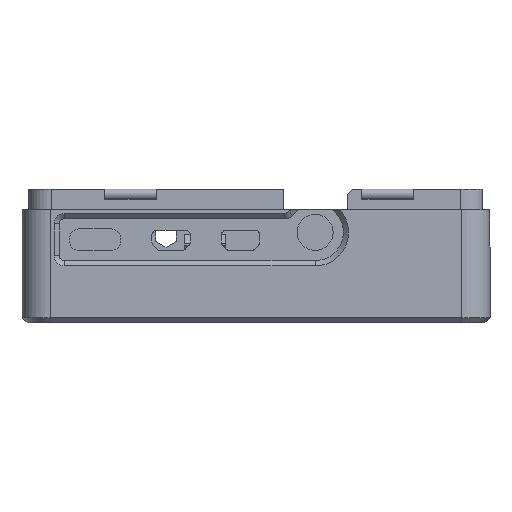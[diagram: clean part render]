
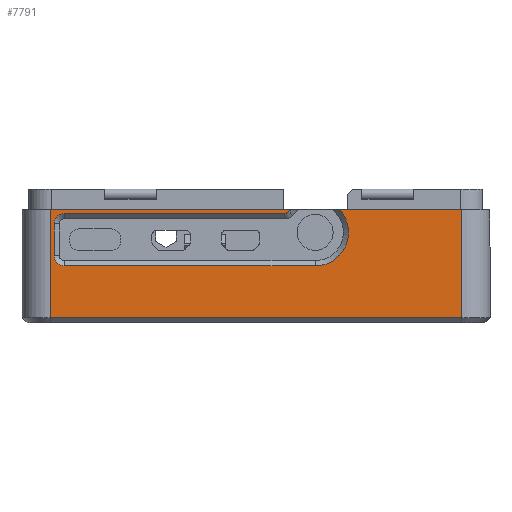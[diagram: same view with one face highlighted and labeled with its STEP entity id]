
A CAD part, front view. The second image highlights one B-rep face of the part: STEP entity #7791.
In plain terms, the highlighted planar face has unit normal (0, -1, 0).
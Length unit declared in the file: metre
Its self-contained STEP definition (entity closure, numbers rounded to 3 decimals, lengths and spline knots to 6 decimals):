
#237=B_SPLINE_CURVE_WITH_KNOTS('',3,(#12367,#12368,#12369,#12370),
 .UNSPECIFIED.,.F.,.F.,(4,4),(0.,0.001232),.UNSPECIFIED.);
#453=CIRCLE('',#8395,0.0065);
#454=CIRCLE('',#8396,0.002);
#455=CIRCLE('',#8397,0.002);
#456=CIRCLE('',#8398,0.0065);
#1235=ORIENTED_EDGE('',*,*,#3543,.T.);
#1236=ORIENTED_EDGE('',*,*,#3544,.T.);
#1237=ORIENTED_EDGE('',*,*,#3545,.T.);
#1238=ORIENTED_EDGE('',*,*,#2979,.F.);
#1239=ORIENTED_EDGE('',*,*,#3546,.F.);
#1240=ORIENTED_EDGE('',*,*,#3547,.F.);
#1241=ORIENTED_EDGE('',*,*,#3548,.T.);
#1242=ORIENTED_EDGE('',*,*,#3549,.F.);
#1243=ORIENTED_EDGE('',*,*,#3550,.T.);
#1244=ORIENTED_EDGE('',*,*,#3551,.T.);
#1245=ORIENTED_EDGE('',*,*,#3552,.T.);
#1246=ORIENTED_EDGE('',*,*,#3553,.F.);
#1247=ORIENTED_EDGE('',*,*,#2975,.F.);
#2975=EDGE_CURVE('',#4172,#4173,#4933,.T.);
#2979=EDGE_CURVE('',#4176,#4177,#4935,.T.);
#3543=EDGE_CURVE('',#4172,#4673,#5328,.T.);
#3544=EDGE_CURVE('',#4673,#4674,#5329,.T.);
#3545=EDGE_CURVE('',#4674,#4177,#5330,.F.);
#3546=EDGE_CURVE('',#4675,#4176,#453,.T.);
#3547=EDGE_CURVE('',#4676,#4675,#5331,.T.);
#3548=EDGE_CURVE('',#4676,#4677,#454,.T.);
#3549=EDGE_CURVE('',#4678,#4677,#5332,.T.);
#3550=EDGE_CURVE('',#4678,#4679,#455,.T.);
#3551=EDGE_CURVE('',#4679,#4680,#5333,.T.);
#3552=EDGE_CURVE('',#4680,#4681,#237,.T.);
#3553=EDGE_CURVE('',#4173,#4681,#456,.T.);
#4172=VERTEX_POINT('',#11122);
#4173=VERTEX_POINT('',#11124);
#4176=VERTEX_POINT('',#11136);
#4177=VERTEX_POINT('',#11138);
#4673=VERTEX_POINT('',#12351);
#4674=VERTEX_POINT('',#12353);
#4675=VERTEX_POINT('',#12356);
#4676=VERTEX_POINT('',#12358);
#4677=VERTEX_POINT('',#12360);
#4678=VERTEX_POINT('',#12362);
#4679=VERTEX_POINT('',#12364);
#4680=VERTEX_POINT('',#12366);
#4681=VERTEX_POINT('',#12371);
#4933=LINE('',#11123,#5750);
#4935=LINE('',#11137,#5752);
#5328=LINE('',#12350,#6145);
#5329=LINE('',#12352,#6146);
#5330=LINE('',#12354,#6147);
#5331=LINE('',#12357,#6148);
#5332=LINE('',#12361,#6149);
#5333=LINE('',#12365,#6150);
#5750=VECTOR('',#8876,1.);
#5752=VECTOR('',#8878,1.);
#6145=VECTOR('',#9749,1.);
#6146=VECTOR('',#9750,1.);
#6147=VECTOR('',#9751,1.);
#6148=VECTOR('',#9754,1.);
#6149=VECTOR('',#9757,1.);
#6150=VECTOR('',#9760,1.);
#6654=EDGE_LOOP('',(#1235,#1236,#1237,#1238,#1239,#1240,#1241,#1242,#1243,
#1244,#1245,#1246,#1247));
#7103=FACE_BOUND('',#6654,.T.);
#7519=PLANE('',#8394);
#7791=ADVANCED_FACE('',(#7103),#7519,.F.);
#8394=AXIS2_PLACEMENT_3D('',#12349,#9747,#9748);
#8395=AXIS2_PLACEMENT_3D('',#12355,#9752,#9753);
#8396=AXIS2_PLACEMENT_3D('',#12359,#9755,#9756);
#8397=AXIS2_PLACEMENT_3D('',#12363,#9758,#9759);
#8398=AXIS2_PLACEMENT_3D('',#12372,#9761,#9762);
#8876=DIRECTION('',(1.,0.,0.));
#8878=DIRECTION('',(1.,0.,0.));
#9747=DIRECTION('',(0.,1.,0.));
#9748=DIRECTION('',(-1.,0.,0.));
#9749=DIRECTION('',(0.,0.,-1.));
#9750=DIRECTION('',(1.,0.,0.));
#9751=DIRECTION('',(0.,0.,-1.));
#9752=DIRECTION('',(0.,-1.,0.));
#9753=DIRECTION('',(1.,0.,0.));
#9754=DIRECTION('',(1.,0.,0.));
#9755=DIRECTION('',(0.,1.,0.));
#9756=DIRECTION('',(-1.,0.,0.));
#9757=DIRECTION('',(0.,0.,-1.));
#9758=DIRECTION('',(0.,1.,0.));
#9759=DIRECTION('',(-1.,0.,0.));
#9760=DIRECTION('',(1.,0.,0.));
#9761=DIRECTION('',(0.,-1.,0.));
#9762=DIRECTION('',(1.,0.,0.));
#11122=CARTESIAN_POINT('',(-0.0406,-0.03101,0.008715));
#11123=CARTESIAN_POINT('',(-0.0006,-0.03101,0.008715));
#11124=CARTESIAN_POINT('',(0.006124,-0.03101,0.008715));
#11136=CARTESIAN_POINT('',(0.015675,-0.03101,0.008715));
#11137=CARTESIAN_POINT('',(-0.0006,-0.03101,0.008715));
#11138=CARTESIAN_POINT('',(0.0394,-0.03101,0.008715));
#12349=CARTESIAN_POINT('',(-0.0006,-0.03101,0.008715));
#12350=CARTESIAN_POINT('',(-0.0406,-0.03101,-0.013285));
#12351=CARTESIAN_POINT('',(-0.0406,-0.03101,-0.012285));
#12352=CARTESIAN_POINT('',(0.0394,-0.03101,-0.012285));
#12353=CARTESIAN_POINT('',(0.0394,-0.03101,-0.012285));
#12354=CARTESIAN_POINT('',(0.0394,-0.03101,0.008715));
#12355=CARTESIAN_POINT('',(0.0109,-0.03101,0.004305));
#12356=CARTESIAN_POINT('',(0.0109,-0.03101,-0.002195));
#12357=CARTESIAN_POINT('',(-0.014485,-0.03101,-0.002195));
#12358=CARTESIAN_POINT('',(-0.03787,-0.03101,-0.002195));
#12359=CARTESIAN_POINT('',(-0.03787,-0.03101,-0.000195));
#12360=CARTESIAN_POINT('',(-0.03987,-0.03101,-0.000195));
#12361=CARTESIAN_POINT('',(-0.03987,-0.03101,0.002885));
#12362=CARTESIAN_POINT('',(-0.03987,-0.03101,0.005965));
#12363=CARTESIAN_POINT('',(-0.03787,-0.03101,0.005965));
#12364=CARTESIAN_POINT('',(-0.03787,-0.03101,0.007965));
#12365=CARTESIAN_POINT('',(-0.017171,-0.03101,0.007965));
#12366=CARTESIAN_POINT('',(0.004826,-0.03101,0.007965));
#12367=CARTESIAN_POINT('',(0.004826,-0.03101,0.007965));
#12368=CARTESIAN_POINT('',(0.005242,-0.03101,0.007965));
#12369=CARTESIAN_POINT('',(0.005644,-0.03101,0.008153));
#12370=CARTESIAN_POINT('',(0.005911,-0.03101,0.008473));
#12371=CARTESIAN_POINT('',(0.005911,-0.03101,0.008473));
#12372=CARTESIAN_POINT('',(0.0109,-0.03101,0.004305));
